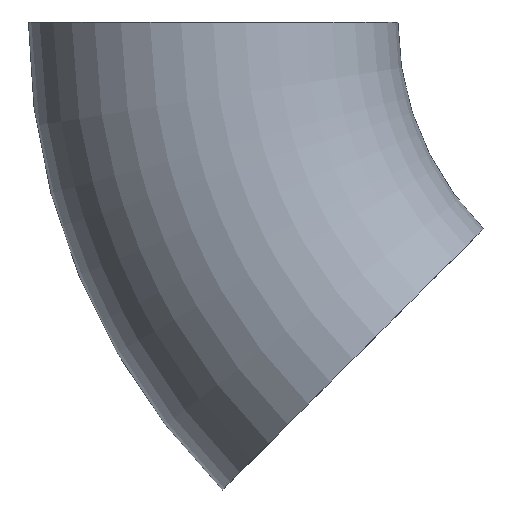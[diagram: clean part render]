
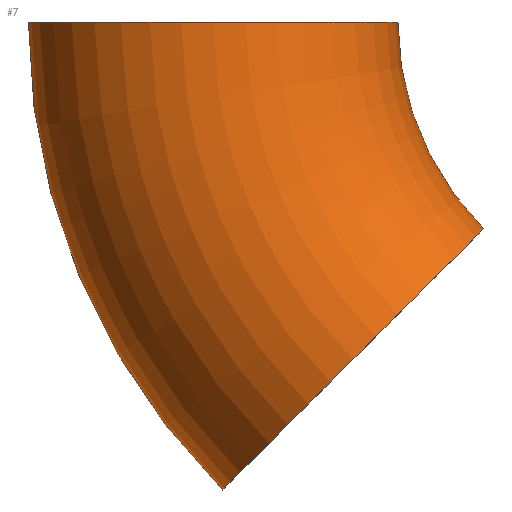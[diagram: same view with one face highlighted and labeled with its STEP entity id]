
A CAD part, front view. The second image highlights one B-rep face of the part: STEP entity #7.
In plain terms, the highlighted toroidal (fillet/blend) face has major radius 27.5 mm and minor radius 10.65 mm.
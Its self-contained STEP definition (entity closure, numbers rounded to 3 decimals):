
#1 = ORIENTED_EDGE ( 'NONE', *, *, #164, .T. ) ;
#7 = ADVANCED_FACE ( 'NONE', ( #158 ), #161, .T. ) ;
#8 = DIRECTION ( 'NONE',  ( 0., 1., 0. ) ) ;
#13 = VERTEX_POINT ( 'NONE', #194 ) ;
#16 = DIRECTION ( 'NONE',  ( 0., 0., 1. ) ) ;
#24 = VERTEX_POINT ( 'NONE', #140 ) ;
#26 = DIRECTION ( 'NONE',  ( 0., 1., 0. ) ) ;
#34 = AXIS2_PLACEMENT_3D ( 'NONE', #183, #16, #37 ) ;
#37 = DIRECTION ( 'NONE',  ( 1., 0., 0. ) ) ;
#38 = CARTESIAN_POINT ( 'NONE',  ( 0., 0., 0. ) ) ;
#45 = CIRCLE ( 'NONE', #34, 10.65 ) ;
#46 = CARTESIAN_POINT ( 'NONE',  ( 0., 0., 0. ) ) ;
#50 = AXIS2_PLACEMENT_3D ( 'NONE', #197, #66, #230 ) ;
#52 = ORIENTED_EDGE ( 'NONE', *, *, #71, .F. ) ;
#63 = DIRECTION ( 'NONE',  ( 0., 0., 1. ) ) ;
#66 = DIRECTION ( 'NONE',  ( 0., 1., 0. ) ) ;
#71 = EDGE_CURVE ( 'NONE', #24, #163, #180, .T. ) ;
#82 = CARTESIAN_POINT ( 'NONE',  ( -16.85, 0., 0. ) ) ;
#108 = AXIS2_PLACEMENT_3D ( 'NONE', #46, #26, #63 ) ;
#117 = EDGE_LOOP ( 'NONE', ( #52, #213, #1, #215 ) ) ;
#137 = CIRCLE ( 'NONE', #165, 10.65 ) ;
#140 = CARTESIAN_POINT ( 'NONE',  ( -26.976, 0., -26.976 ) ) ;
#148 = DIRECTION ( 'NONE',  ( -0.707, 0., 0.707 ) ) ;
#150 = DIRECTION ( 'NONE',  ( 0.707, 0., 0.707 ) ) ;
#158 = FACE_OUTER_BOUND ( 'NONE', #117, .T. ) ;
#159 = CIRCLE ( 'NONE', #50, 16.85 ) ;
#161 = TOROIDAL_SURFACE ( 'NONE', #108, 27.5, 10.65 ) ;
#163 = VERTEX_POINT ( 'NONE', #228 ) ;
#164 = EDGE_CURVE ( 'NONE', #13, #202, #159, .T. ) ;
#165 = AXIS2_PLACEMENT_3D ( 'NONE', #209, #148, #150 ) ;
#168 = AXIS2_PLACEMENT_3D ( 'NONE', #38, #8, #201 ) ;
#180 = CIRCLE ( 'NONE', #168, 38.15 ) ;
#183 = CARTESIAN_POINT ( 'NONE',  ( -27.5, 0., 0. ) ) ;
#193 = EDGE_CURVE ( 'NONE', #163, #202, #45, .T. ) ;
#194 = CARTESIAN_POINT ( 'NONE',  ( -11.915, 0., -11.915 ) ) ;
#197 = CARTESIAN_POINT ( 'NONE',  ( 0., 0., 0. ) ) ;
#201 = DIRECTION ( 'NONE',  ( 0., 0., 1. ) ) ;
#202 = VERTEX_POINT ( 'NONE', #82 ) ;
#209 = CARTESIAN_POINT ( 'NONE',  ( -19.445, 0., -19.445 ) ) ;
#213 = ORIENTED_EDGE ( 'NONE', *, *, #249, .T. ) ;
#215 = ORIENTED_EDGE ( 'NONE', *, *, #193, .F. ) ;
#228 = CARTESIAN_POINT ( 'NONE',  ( -38.15, 0., 0. ) ) ;
#230 = DIRECTION ( 'NONE',  ( 0., 0., 1. ) ) ;
#249 = EDGE_CURVE ( 'NONE', #24, #13, #137, .T. ) ;
